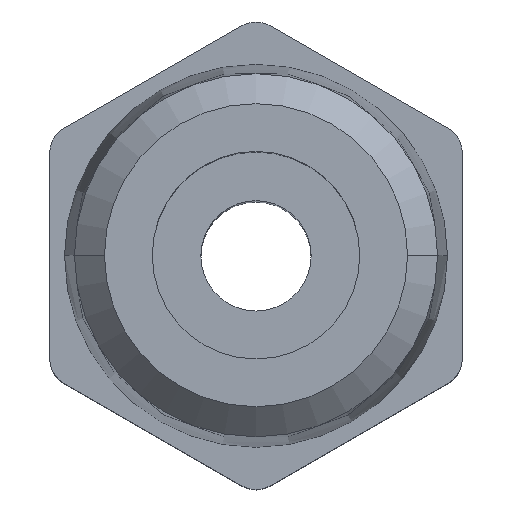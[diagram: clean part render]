
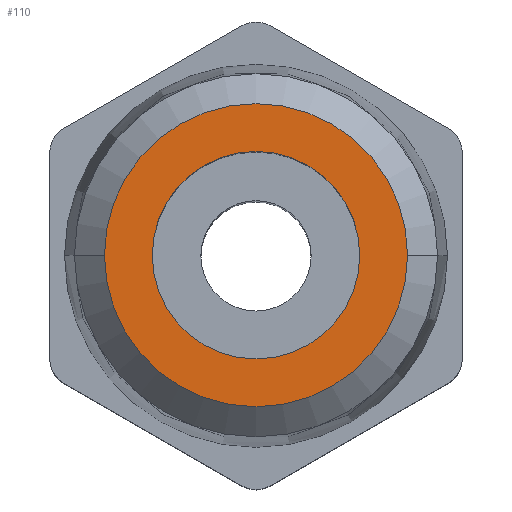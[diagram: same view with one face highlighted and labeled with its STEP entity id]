
A CAD part, top view. The second image highlights one B-rep face of the part: STEP entity #110.
In plain terms, the highlighted planar face has unit normal (0, 0, 1).
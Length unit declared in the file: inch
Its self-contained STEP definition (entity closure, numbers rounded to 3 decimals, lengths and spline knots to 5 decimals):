
#3 = CARTESIAN_POINT ( 'NONE',  ( 0., 0., 0.479 ) ) ;
#80 = DIRECTION ( 'NONE',  ( 1., 0., 0. ) ) ;
#107 = EDGE_CURVE ( 'NONE', #656, #166, #192, .T. ) ;
#110 = ADVANCED_FACE ( 'NONE', ( #220, #668 ), #123, .T. ) ;
#123 = PLANE ( 'NONE',  #176 ) ;
#156 = CARTESIAN_POINT ( 'NONE',  ( 0., 0., 0.479 ) ) ;
#166 = VERTEX_POINT ( 'NONE', #638 ) ;
#176 = AXIS2_PLACEMENT_3D ( 'NONE', #207, #466, #1060 ) ;
#192 = CIRCLE ( 'NONE', #352, 0.1607 ) ;
#201 = VERTEX_POINT ( 'NONE', #930 ) ;
#207 = CARTESIAN_POINT ( 'NONE',  ( 0., 0., 0.479 ) ) ;
#220 = FACE_BOUND ( 'NONE', #854, .T. ) ;
#229 = DIRECTION ( 'NONE',  ( 0., 0., 1. ) ) ;
#231 = EDGE_LOOP ( 'NONE', ( #281, #969 ) ) ;
#237 = DIRECTION ( 'NONE',  ( 1., 0., 0. ) ) ;
#265 = CIRCLE ( 'NONE', #863, 0.1607 ) ;
#281 = ORIENTED_EDGE ( 'NONE', *, *, #107, .T. ) ;
#326 = EDGE_CURVE ( 'NONE', #201, #1056, #832, .T. ) ;
#352 = AXIS2_PLACEMENT_3D ( 'NONE', #892, #372, #979 ) ;
#372 = DIRECTION ( 'NONE',  ( 0., 0., 1. ) ) ;
#383 = AXIS2_PLACEMENT_3D ( 'NONE', #745, #229, #823 ) ;
#392 = EDGE_CURVE ( 'NONE', #1056, #201, #1007, .T. ) ;
#448 = EDGE_CURVE ( 'NONE', #166, #656, #265, .T. ) ;
#466 = DIRECTION ( 'NONE',  ( 0., 0., 1. ) ) ;
#582 = DIRECTION ( 'NONE',  ( 0., 0., 1. ) ) ;
#613 = CARTESIAN_POINT ( 'NONE',  ( -0.11, 0., 0.479 ) ) ;
#630 = ORIENTED_EDGE ( 'NONE', *, *, #326, .F. ) ;
#638 = CARTESIAN_POINT ( 'NONE',  ( 0.1607, 0., 0.479 ) ) ;
#656 = VERTEX_POINT ( 'NONE', #1038 ) ;
#668 = FACE_OUTER_BOUND ( 'NONE', #231, .T. ) ;
#745 = CARTESIAN_POINT ( 'NONE',  ( 0., 0., 0.479 ) ) ;
#751 = DIRECTION ( 'NONE',  ( 0., 0., 1. ) ) ;
#823 = DIRECTION ( 'NONE',  ( 1., 0., 0. ) ) ;
#832 = CIRCLE ( 'NONE', #383, 0.11 ) ;
#854 = EDGE_LOOP ( 'NONE', ( #630, #1082 ) ) ;
#863 = AXIS2_PLACEMENT_3D ( 'NONE', #3, #582, #80 ) ;
#892 = CARTESIAN_POINT ( 'NONE',  ( 0., 0., 0.479 ) ) ;
#930 = CARTESIAN_POINT ( 'NONE',  ( 0.11, 0., 0.479 ) ) ;
#969 = ORIENTED_EDGE ( 'NONE', *, *, #448, .T. ) ;
#979 = DIRECTION ( 'NONE',  ( 1., 0., 0. ) ) ;
#1007 = CIRCLE ( 'NONE', #1030, 0.11 ) ;
#1030 = AXIS2_PLACEMENT_3D ( 'NONE', #156, #751, #237 ) ;
#1038 = CARTESIAN_POINT ( 'NONE',  ( -0.1607, 0., 0.479 ) ) ;
#1056 = VERTEX_POINT ( 'NONE', #613 ) ;
#1060 = DIRECTION ( 'NONE',  ( 1., 0., 0. ) ) ;
#1082 = ORIENTED_EDGE ( 'NONE', *, *, #392, .F. ) ;
